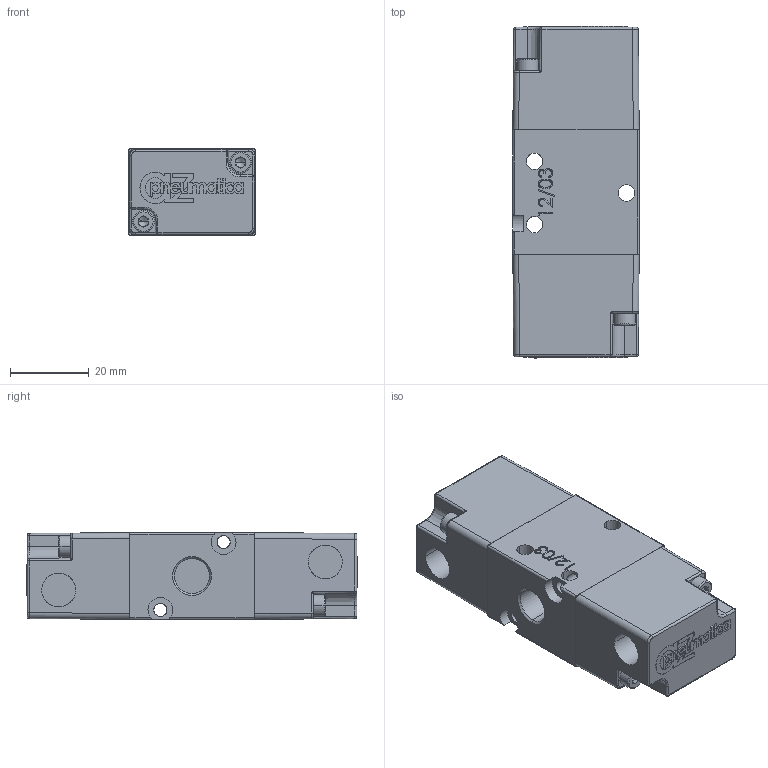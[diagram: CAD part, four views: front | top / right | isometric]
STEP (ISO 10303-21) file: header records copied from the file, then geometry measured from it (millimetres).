
FILE_DESCRIPTION (( 'STEP AP214' ), '1' );
FILE_NAME ('00_024_4.STEP', '2015-12-23T16:35:09', ( '' ), ( '' ), 'SwSTEP 2.0', 'SolidWorks 2016', '' );
FILE_SCHEMA (( 'AUTOMOTIVE_DESIGN' ));
Length unit declared in the file: millimetre
Products named in the file (1): 00_024_4
Bounding box: 32 x 84.08 x 22 mm (x, y, z)
Volume: 53184.2 mm3; surface area: 16839.8 mm2
Topology: 7 solids, 7 shells, 2060 faces, 5624 edges, 3602 vertices
Faces by surface type: plane 964, cone 618, cylinder 385, bspline 77, torus 16
Entity records: 82710 total; most frequent: CARTESIAN_POINT 29490, ORIENTED_EDGE 11216, DIRECTION 11098, EDGE_CURVE 5608, VECTOR 3746, LINE 3746, AXIS2_PLACEMENT_3D 3676, VERTEX_POINT 3602
